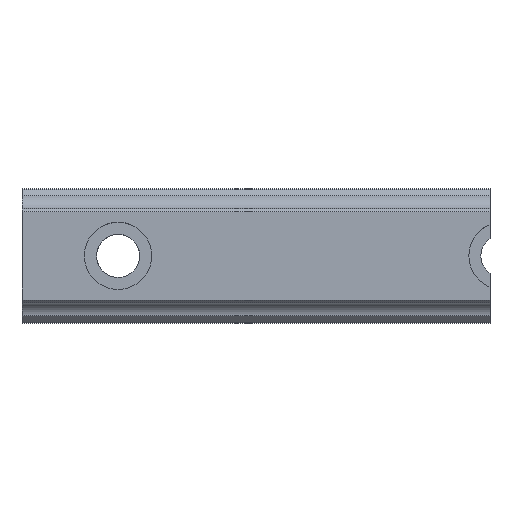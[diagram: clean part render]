
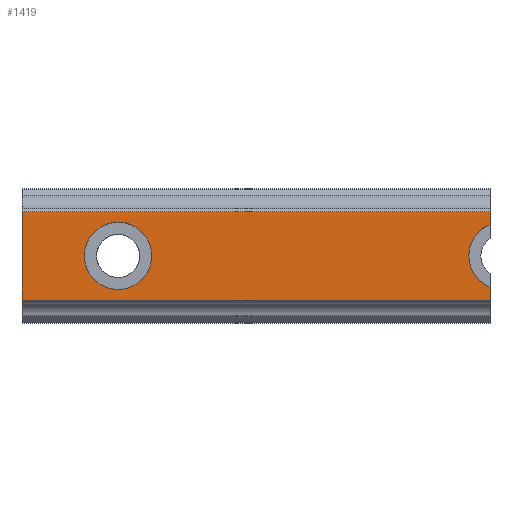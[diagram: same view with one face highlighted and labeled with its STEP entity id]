
A CAD part, top view. The second image highlights one B-rep face of the part: STEP entity #1419.
In plain terms, the highlighted planar face has unit normal (0, 0, 1).
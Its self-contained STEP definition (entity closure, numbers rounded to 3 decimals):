
#1156=CARTESIAN_POINT('POINT166',(77.4,-6.499,
   25.9));
#1157=VERTEX_POINT('VERTEX166',#1156);
#1164=CARTESIAN_POINT('POINT167',(77.4,-9.21,
   25.9));
#1165=VERTEX_POINT('VERTEX167',#1164);
#1166=CARTESIAN_POINT('POS260',(77.4,-9.21,
   25.9));
#1167=DIRECTION('DIR381',(0.,1.,0.));
#1168=VECTOR('VEC139',#1167,1.);
#1169=LINE('STRAIGHT139',#1166,#1168);
#1170=EDGE_CURVE('EDGE270',#1165,#1157,#1169,.T.);
#1203=CARTESIAN_POINT('POINT168',(-20.,-9.21,
   25.9));
#1204=VERTEX_POINT('VERTEX168',#1203);
#1205=CARTESIAN_POINT('POS263',(-20.,-9.21,
   25.9));
#1206=DIRECTION('DIR385',(1.,0.,0.));
#1207=VECTOR('VEC141',#1206,1.);
#1208=LINE('STRAIGHT141',#1205,#1207);
#1209=EDGE_CURVE('EDGE272',#1204,#1165,#1208,.T.);
#1241=CARTESIAN_POINT('POINT169',(-20.,9.21,
   25.9));
#1242=VERTEX_POINT('VERTEX169',#1241);
#1243=CARTESIAN_POINT('POS266',(-20.,-9.21,
   25.9));
#1244=DIRECTION('DIR389',(0.,1.,0.));
#1245=VECTOR('VEC143',#1244,1.);
#1246=LINE('STRAIGHT143',#1243,#1245);
#1247=EDGE_CURVE('EDGE274',#1204,#1242,#1246,.T.);
#1278=CARTESIAN_POINT('POINT170',(77.4,9.21,
   25.9));
#1279=VERTEX_POINT('VERTEX170',#1278);
#1288=CARTESIAN_POINT('POS270',(-20.,9.21,
   25.9));
#1289=DIRECTION('DIR394',(1.,0.,0.));
#1290=VECTOR('VEC146',#1289,1.);
#1291=LINE('STRAIGHT146',#1288,#1290);
#1292=EDGE_CURVE('EDGE277',#1242,#1279,#1291,.T.);
#1302=CARTESIAN_POINT('POINT171',(77.4,6.499,
   25.9));
#1303=VERTEX_POINT('VERTEX171',#1302);
#1327=EDGE_CURVE('EDGE279',#1303,#1279,#1169,.T.);
#1332=CARTESIAN_POINT('POINT172',(73.,0.,
   25.9));
#1333=VERTEX_POINT('VERTEX172',#1332);
#1342=CARTESIAN_POINT('POS274',(80.,0.,25.9)
   );
#1343=DIRECTION('DIR399',(0.,0.,-1.));
#1344=DIRECTION('DIR400',(1.,0.,0.));
#1345=AXIS2_PLACEMENT_3D('AXIS126',#1342,#1343,#1344);
#1346=CIRCLE('ELLIPSE53',#1345,7.);
#1347=EDGE_CURVE('EDGE281',#1333,#1303,#1346,.T.);
#1358=EDGE_CURVE('EDGE282',#1157,#1333,#1346,.T.);
#1390=ORIENTED_EDGE('COEDGE560',*,*,#1358,.T.);
#1391=ORIENTED_EDGE('COEDGE561',*,*,#1347,.T.);
#1392=ORIENTED_EDGE('COEDGE562',*,*,#1327,.T.);
#1393=ORIENTED_EDGE('COEDGE563',*,*,#1292,.F.);
#1394=ORIENTED_EDGE('COEDGE564',*,*,#1247,.F.);
#1395=ORIENTED_EDGE('COEDGE565',*,*,#1209,.T.);
#1396=ORIENTED_EDGE('COEDGE566',*,*,#1170,.T.);
#1397=EDGE_LOOP('NONE',(#1390,#1391,#1392,#1393,#1394,#1395,#1396));
#1398=FACE_BOUND('LOOP1',#1397,.T.);
#1399=CARTESIAN_POINT('POINT175',(-7.,0.,
   25.9));
#1400=VERTEX_POINT('VERTEX175',#1399);
#1401=CARTESIAN_POINT('POINT176',(7.,0.,
   25.9));
#1402=VERTEX_POINT('VERTEX176',#1401);
#1403=CARTESIAN_POINT('POS278',(0.,0.,25.9)
   );
#1404=DIRECTION('DIR407',(0.,0.,-1.));
#1405=DIRECTION('DIR408',(1.,0.,0.));
#1406=AXIS2_PLACEMENT_3D('AXIS130',#1403,#1404,#1405);
#1407=CIRCLE('ELLIPSE55',#1406,7.);
#1408=EDGE_CURVE('EDGE285',#1400,#1402,#1407,.T.);
#1409=ORIENTED_EDGE('COEDGE567',*,*,#1408,.T.);
#1410=EDGE_CURVE('EDGE286',#1402,#1400,#1407,.T.);
#1411=ORIENTED_EDGE('COEDGE568',*,*,#1410,.T.);
#1412=EDGE_LOOP('NONE',(#1409,#1411));
#1413=FACE_BOUND('LOOP1',#1412,.T.);
#1414=CARTESIAN_POINT('POS279',(-20.,-9.21,
   25.9));
#1415=DIRECTION('DIR409',(0.,0.,1.));
#1416=DIRECTION('DIR410',(1.,0.,0.));
#1417=AXIS2_PLACEMENT_3D('AXIS131',#1414,#1415,#1416);
#1418=PLANE('PLANE45',#1417);
#1419=ADVANCED_FACE('FACE119',(#1398,#1413),#1418,.T.);
